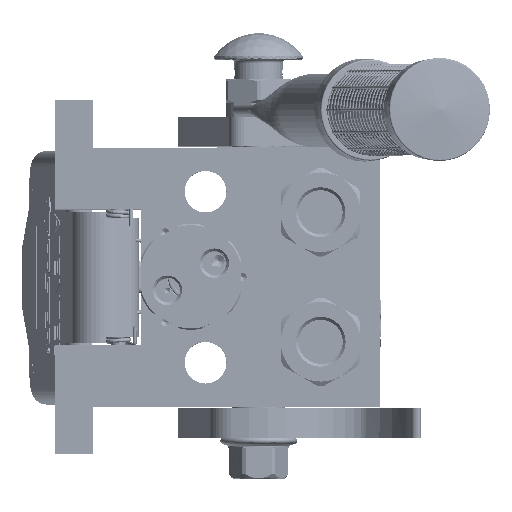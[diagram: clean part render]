
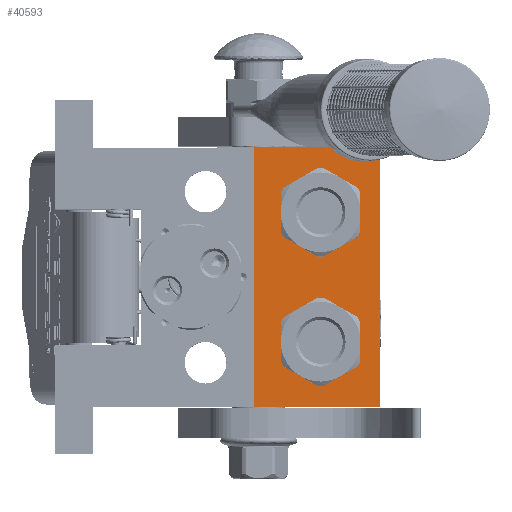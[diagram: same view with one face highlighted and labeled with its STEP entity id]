
A CAD part, top view. The second image highlights one B-rep face of the part: STEP entity #40593.
In plain terms, the highlighted face is planar.
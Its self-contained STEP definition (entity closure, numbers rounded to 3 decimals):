
#1064 = DIRECTION ( 'NONE',  ( 0., -1., 0. ) ) ;
#5545 = CARTESIAN_POINT ( 'NONE',  ( -22., 8.9, -20. ) ) ;
#6379 = FACE_BOUND ( 'NONE', #98280, .T. ) ;
#6631 = CARTESIAN_POINT ( 'NONE',  ( 44., 8.9, 0. ) ) ;
#8977 = FACE_BOUND ( 'NONE', #116008, .T. ) ;
#9719 = AXIS2_PLACEMENT_3D ( 'NONE', #204196, #204896, #62075 ) ;
#11002 = CARTESIAN_POINT ( 'NONE',  ( -44., 8.9, -42.5 ) ) ;
#12190 = VERTEX_POINT ( 'NONE', #113320 ) ;
#16421 = CARTESIAN_POINT ( 'NONE',  ( 22., 8.9, -7.85 ) ) ;
#18194 = DIRECTION ( 'NONE',  ( 1., 0., 0. ) ) ;
#20915 = ORIENTED_EDGE ( 'NONE', *, *, #106416, .T. ) ;
#25353 = VERTEX_POINT ( 'NONE', #11002 ) ;
#26862 = VERTEX_POINT ( 'NONE', #16421 ) ;
#28627 = CIRCLE ( 'NONE', #9719, 12.15 ) ;
#32341 = CARTESIAN_POINT ( 'NONE',  ( 44., 8.9, -42.5 ) ) ;
#33965 = EDGE_CURVE ( 'NONE', #144600, #168520, #123527, .T. ) ;
#33986 = DIRECTION ( 'NONE',  ( 0., 0., -1. ) ) ;
#34162 = VECTOR ( 'NONE', #191365, 1000. ) ;
#38171 = VECTOR ( 'NONE', #183810, 1000. ) ;
#38286 = ORIENTED_EDGE ( 'NONE', *, *, #64853, .T. ) ;
#39189 = CARTESIAN_POINT ( 'NONE',  ( 44., 8.9, 0. ) ) ;
#40593 = ADVANCED_FACE ( 'NONE', ( #6379, #8977, #184441 ), #98040, .T. ) ;
#43940 = CARTESIAN_POINT ( 'NONE',  ( -44., 8.9, 0. ) ) ;
#45792 = CIRCLE ( 'NONE', #162651, 12.15 ) ;
#49387 = CARTESIAN_POINT ( 'NONE',  ( -44., 8.9, 0. ) ) ;
#53242 = ORIENTED_EDGE ( 'NONE', *, *, #81943, .F. ) ;
#57144 = EDGE_LOOP ( 'NONE', ( #38286, #20915, #80718, #125164 ) ) ;
#62075 = DIRECTION ( 'NONE',  ( 0., 0., -1. ) ) ;
#63479 = CARTESIAN_POINT ( 'NONE',  ( 22., 8.9, -20. ) ) ;
#63635 = ORIENTED_EDGE ( 'NONE', *, *, #80306, .F. ) ;
#64853 = EDGE_CURVE ( 'NONE', #173204, #25353, #176735, .T. ) ;
#72121 = DIRECTION ( 'NONE',  ( 0., 0., 1. ) ) ;
#76893 = LINE ( 'NONE', #79389, #34162 ) ;
#79389 = CARTESIAN_POINT ( 'NONE',  ( -44., 8.9, -42.5 ) ) ;
#80306 = EDGE_CURVE ( 'NONE', #26862, #126505, #139031, .T. ) ;
#80718 = ORIENTED_EDGE ( 'NONE', *, *, #33965, .F. ) ;
#81943 = EDGE_CURVE ( 'NONE', #126505, #26862, #45792, .T. ) ;
#84301 = AXIS2_PLACEMENT_3D ( 'NONE', #207279, #161056, #95275 ) ;
#88433 = LINE ( 'NONE', #98819, #183654 ) ;
#95275 = DIRECTION ( 'NONE',  ( 1., 0., 0. ) ) ;
#98040 = PLANE ( 'NONE',  #84301 ) ;
#98280 = EDGE_LOOP ( 'NONE', ( #53242, #63635 ) ) ;
#98819 = CARTESIAN_POINT ( 'NONE',  ( -44., 8.9, 0. ) ) ;
#102734 = EDGE_CURVE ( 'NONE', #12190, #179245, #160040, .T. ) ;
#105844 = CARTESIAN_POINT ( 'NONE',  ( -22., 8.9, -32.15 ) ) ;
#106416 = EDGE_CURVE ( 'NONE', #25353, #168520, #76893, .T. ) ;
#113320 = CARTESIAN_POINT ( 'NONE',  ( -22., 8.9, -7.85 ) ) ;
#116008 = EDGE_LOOP ( 'NONE', ( #147182, #180177 ) ) ;
#123527 = LINE ( 'NONE', #6631, #38171 ) ;
#125164 = ORIENTED_EDGE ( 'NONE', *, *, #165595, .F. ) ;
#126505 = VERTEX_POINT ( 'NONE', #162172 ) ;
#133750 = DIRECTION ( 'NONE',  ( 0., -1., 0. ) ) ;
#139031 = CIRCLE ( 'NONE', #147637, 12.15 ) ;
#141957 = DIRECTION ( 'NONE',  ( 0., 0., -1. ) ) ;
#144254 = VECTOR ( 'NONE', #141957, 1000. ) ;
#144600 = VERTEX_POINT ( 'NONE', #39189 ) ;
#147182 = ORIENTED_EDGE ( 'NONE', *, *, #173101, .F. ) ;
#147637 = AXIS2_PLACEMENT_3D ( 'NONE', #152462, #200764, #180430 ) ;
#152462 = CARTESIAN_POINT ( 'NONE',  ( 22., 8.9, -20. ) ) ;
#160040 = CIRCLE ( 'NONE', #173987, 12.15 ) ;
#161056 = DIRECTION ( 'NONE',  ( 0., -1., 0. ) ) ;
#162172 = CARTESIAN_POINT ( 'NONE',  ( 22., 8.9, -32.15 ) ) ;
#162651 = AXIS2_PLACEMENT_3D ( 'NONE', #63479, #1064, #33986 ) ;
#165595 = EDGE_CURVE ( 'NONE', #173204, #144600, #88433, .T. ) ;
#168520 = VERTEX_POINT ( 'NONE', #32341 ) ;
#173101 = EDGE_CURVE ( 'NONE', #179245, #12190, #28627, .T. ) ;
#173204 = VERTEX_POINT ( 'NONE', #49387 ) ;
#173987 = AXIS2_PLACEMENT_3D ( 'NONE', #5545, #133750, #72121 ) ;
#176735 = LINE ( 'NONE', #43940, #144254 ) ;
#179245 = VERTEX_POINT ( 'NONE', #105844 ) ;
#180177 = ORIENTED_EDGE ( 'NONE', *, *, #102734, .F. ) ;
#180430 = DIRECTION ( 'NONE',  ( 0., 0., 1. ) ) ;
#183654 = VECTOR ( 'NONE', #18194, 1000. ) ;
#183810 = DIRECTION ( 'NONE',  ( 0., 0., -1. ) ) ;
#184441 = FACE_OUTER_BOUND ( 'NONE', #57144, .T. ) ;
#191365 = DIRECTION ( 'NONE',  ( 1., 0., 0. ) ) ;
#200764 = DIRECTION ( 'NONE',  ( 0., -1., 0. ) ) ;
#204196 = CARTESIAN_POINT ( 'NONE',  ( -22., 8.9, -20. ) ) ;
#204896 = DIRECTION ( 'NONE',  ( 0., -1., 0. ) ) ;
#207279 = CARTESIAN_POINT ( 'NONE',  ( 0., 8.9, 0. ) ) ;
